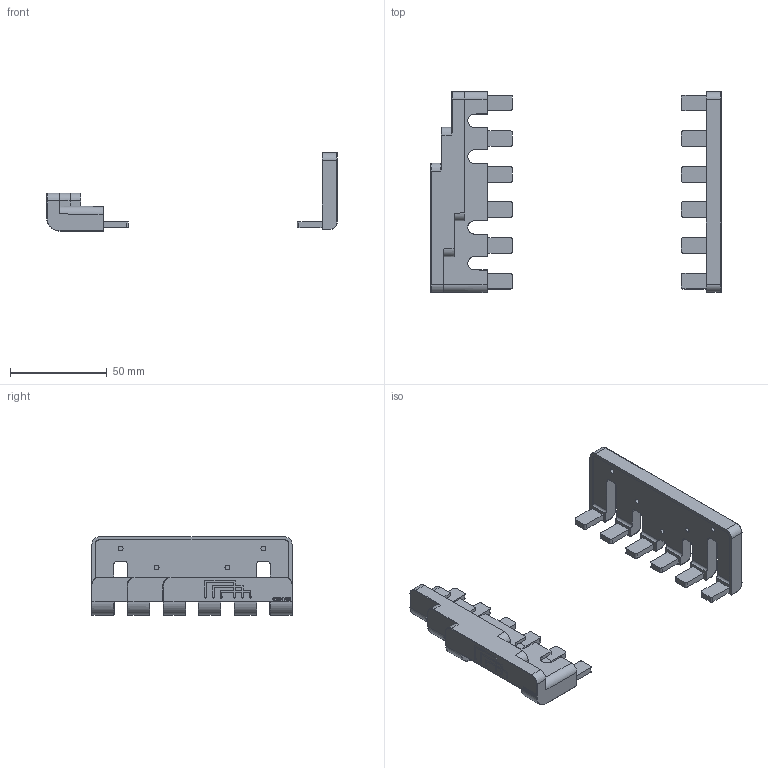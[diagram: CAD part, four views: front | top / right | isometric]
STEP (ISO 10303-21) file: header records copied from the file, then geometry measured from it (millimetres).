
FILE_DESCRIPTION(/* description */ (''),/* implementation_level */ '2;1');
FILE_NAME(/* name */ 'FILE_STP_CAD_DRAWING_BFX3301_Catalog_prt.stp',/* time_stamp */ '2020-11-05T11:16:28+01:00',/* author */ (''),/* organization */ (''),/* preprocessor_version */ 'ST-DEVELOPER v16.7',/* originating_system */ 'SIEMENS PLM Software NX 12.0',/* authorisation */ '');
FILE_SCHEMA (('AUTOMOTIVE_DESIGN { 1 0 10303 214 3 1 1 1 }'));
Length unit declared in the file: millimetre
Products named in the file (1): BFX3301_Catalog
Bounding box: 150.1 x 103.6 x 40.4 mm (x, y, z)
Surface area: 33830.3 mm2 (no closed solid volume)
Topology: 0 solids, 11 shells, 592 faces, 1738 edges, 1162 vertices
Faces by surface type: plane 313, cylinder 167, torus 46, extrusion 46, bspline 13, cone 7
Full cylindrical faces by diameter (mm): 2.5 x5
Entity records: 21353 total; most frequent: CARTESIAN_POINT 5864, ORIENTED_EDGE 3172, DIRECTION 3056, EDGE_CURVE 1714, VERTEX_POINT 1152, AXIS2_PLACEMENT_3D 1022, VECTOR 1012, LINE 966
